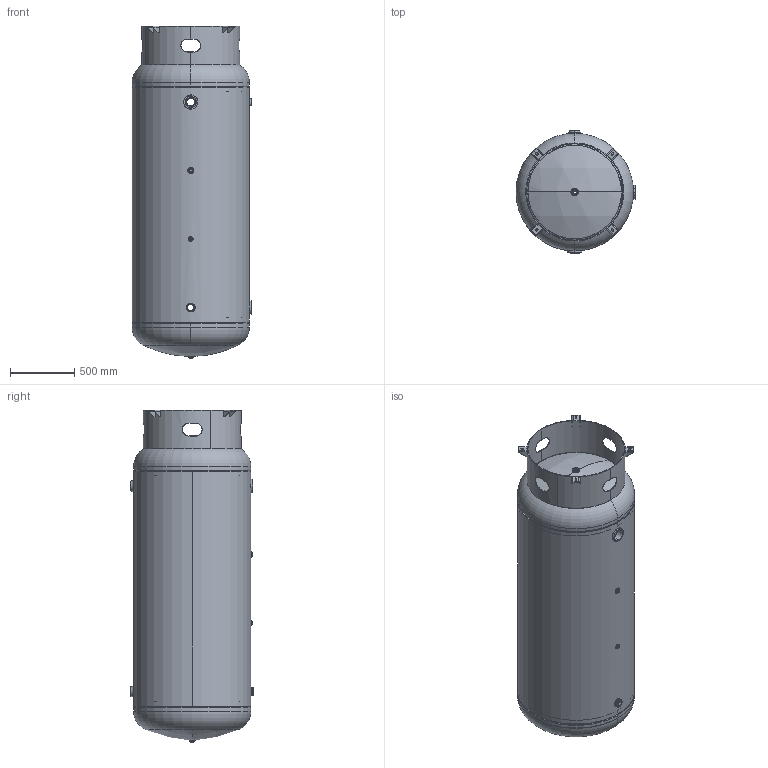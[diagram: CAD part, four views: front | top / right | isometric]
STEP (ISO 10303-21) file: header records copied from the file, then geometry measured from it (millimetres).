
FILE_DESCRIPTION (( 'STEP AP203' ), '1' );
FILE_NAME ('302433.STEP', '2012-02-14T19:00:34', ( '' ), ( '' ), 'SwSTEP 2.0', 'SolidWorks 2011', '' );
FILE_SCHEMA (( 'CONFIG_CONTROL_DESIGN' ));
Length unit declared in the file: inch
Products named in the file (1): 302433
Bounding box: 933.7 x 953.44 x 2585.21 mm (x, y, z)
Surface area: 15618355.5 mm2 (no closed solid volume)
Topology: 0 solids, 28 shells, 264 faces, 734 edges, 474 vertices
Faces by surface type: plane 94, cylinder 87, torus 60, bspline 15, sphere 8
Full cylindrical faces by diameter (mm): 905.713 x1, 914.4 x1
Entity records: 15019 total; most frequent: CARTESIAN_POINT 8182, DIRECTION 1500, ORIENTED_EDGE 1240, EDGE_CURVE 734, AXIS2_PLACEMENT_3D 601, VERTEX_POINT 474, CIRCLE 351, EDGE_LOOP 309
